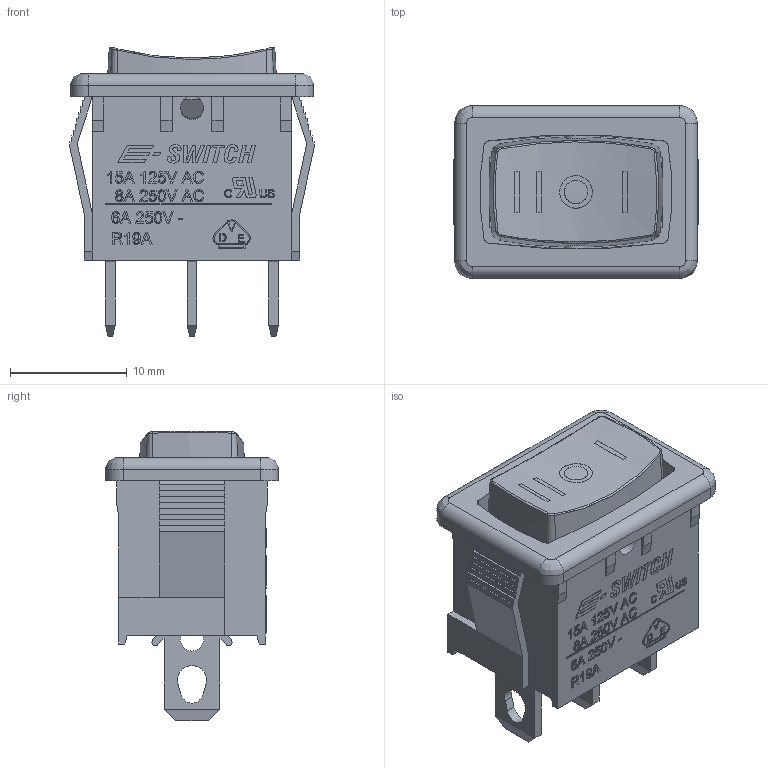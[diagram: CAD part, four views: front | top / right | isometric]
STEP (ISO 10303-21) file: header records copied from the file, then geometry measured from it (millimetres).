
FILE_DESCRIPTION((' '),'2;1');
FILE_NAME('R1966DxxxxxxBF.stp','2017-07-31T09:20:58',(' '),(' '),' ','ACIS',' ');
FILE_SCHEMA(('CONFIG_CONTROL_DESIGN'));
Length unit declared in the file: inch
Products named in the file (1): R1966DxxxxxxBF.stp
Bounding box: 20.94 x 14.8 x 24.87 mm (x, y, z)
Volume: 2244.7 mm3; surface area: 3385 mm2
Topology: 1 solids, 1 shells, 927 faces, 2504 edges, 1651 vertices
Faces by surface type: plane 564, bspline 297, cylinder 58, cone 8
Full cylindrical faces by diameter (mm): 2 x7
Entity records: 33069 total; most frequent: CARTESIAN_POINT 11578, ORIENTED_EDGE 4994, DIRECTION 3314, EDGE_CURVE 2497, VECTOR 1740, LINE 1740, VERTEX_POINT 1649, EDGE_LOOP 1026
